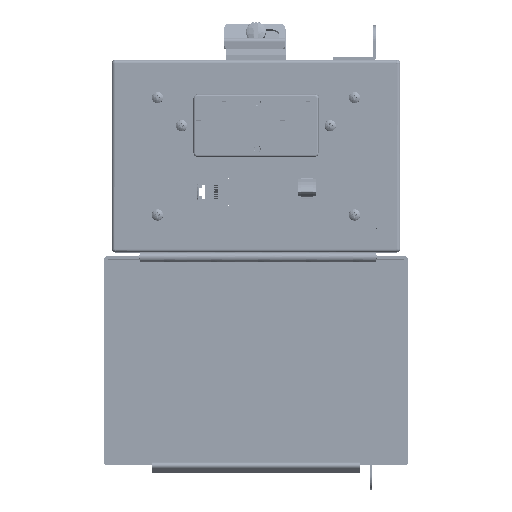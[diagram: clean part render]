
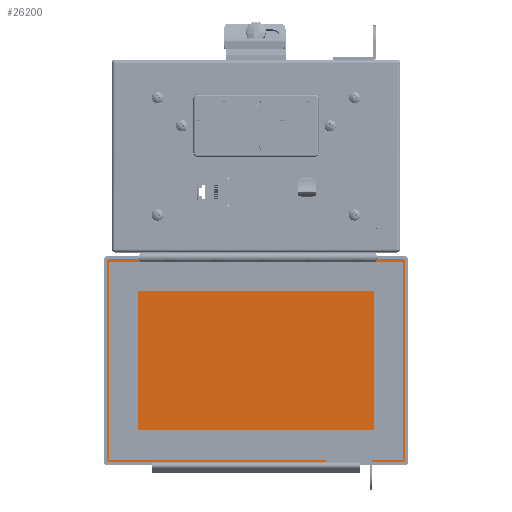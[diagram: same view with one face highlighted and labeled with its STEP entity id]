
A CAD part, top view. The second image highlights one B-rep face of the part: STEP entity #26200.
In plain terms, the highlighted planar face has unit normal (0, 0, 1).
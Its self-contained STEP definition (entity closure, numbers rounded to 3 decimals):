
#250 = VECTOR ( 'NONE', #60987, 1000. ) ;
#382 = DIRECTION ( 'NONE',  ( -1., 0., 0. ) ) ;
#720 = VECTOR ( 'NONE', #6286, 1000. ) ;
#2468 = VERTEX_POINT ( 'NONE', #80834 ) ;
#3951 = LINE ( 'NONE', #92415, #250 ) ;
#4605 = ORIENTED_EDGE ( 'NONE', *, *, #113332, .T. ) ;
#4665 = VERTEX_POINT ( 'NONE', #128434 ) ;
#4951 = CARTESIAN_POINT ( 'NONE',  ( 78.613, -54.921, 22.479 ) ) ;
#5138 = FACE_OUTER_BOUND ( 'NONE', #139100, .T. ) ;
#5686 = EDGE_CURVE ( 'NONE', #59833, #92270, #107907, .T. ) ;
#5814 = ORIENTED_EDGE ( 'NONE', *, *, #5686, .T. ) ;
#6286 = DIRECTION ( 'NONE',  ( 0., 1., 0. ) ) ;
#7184 = ORIENTED_EDGE ( 'NONE', *, *, #93463, .T. ) ;
#7458 = VECTOR ( 'NONE', #382, 1000. ) ;
#7680 = CIRCLE ( 'NONE', #32735, 0.317 ) ;
#7751 = CARTESIAN_POINT ( 'NONE',  ( 78.359, -54.61, 22.479 ) ) ;
#8642 = VECTOR ( 'NONE', #94179, 1000. ) ;
#14371 = VERTEX_POINT ( 'NONE', #39897 ) ;
#14846 = VERTEX_POINT ( 'NONE', #127494 ) ;
#14949 = CIRCLE ( 'NONE', #53757, 0.317 ) ;
#17443 = DIRECTION ( 'NONE',  ( 0., 1., 0. ) ) ;
#18202 = DIRECTION ( 'NONE',  ( 1., 0., 0. ) ) ;
#18404 = VERTEX_POINT ( 'NONE', #48321 ) ;
#19211 = CARTESIAN_POINT ( 'NONE',  ( 59.944, -107.95, 22.479 ) ) ;
#19321 = DIRECTION ( 'NONE',  ( 0., 0., -1. ) ) ;
#21438 = EDGE_CURVE ( 'NONE', #62638, #4665, #60526, .T. ) ;
#22122 = CARTESIAN_POINT ( 'NONE',  ( 78.613, -107.95, 22.479 ) ) ;
#22565 = CARTESIAN_POINT ( 'NONE',  ( 59.944, -161.29, 22.479 ) ) ;
#24539 = ORIENTED_EDGE ( 'NONE', *, *, #50549, .T. ) ;
#25384 = AXIS2_PLACEMENT_3D ( 'NONE', #107084, #19321, #137809 ) ;
#25568 = CARTESIAN_POINT ( 'NONE',  ( 63.564, -55.118, 22.479 ) ) ;
#26200 = ADVANCED_FACE ( 'NONE', ( #5138 ), #82164, .T. ) ;
#26243 = AXIS2_PLACEMENT_3D ( 'NONE', #137122, #50775, #72897 ) ;
#26377 = AXIS2_PLACEMENT_3D ( 'NONE', #115918, #30253, #17443 ) ;
#26628 = ORIENTED_EDGE ( 'NONE', *, *, #108409, .T. ) ;
#27055 = DIRECTION ( 'NONE',  ( 1., 0., 0. ) ) ;
#27243 = EDGE_CURVE ( 'NONE', #129153, #105617, #14949, .T. ) ;
#27577 = ORIENTED_EDGE ( 'NONE', *, *, #21438, .F. ) ;
#27916 = EDGE_CURVE ( 'NONE', #18404, #106690, #106150, .T. ) ;
#30253 = DIRECTION ( 'NONE',  ( 0., 0., -1. ) ) ;
#30524 = DIRECTION ( 'NONE',  ( -1., 0., 0. ) ) ;
#31419 = EDGE_CURVE ( 'NONE', #57540, #14846, #64283, .T. ) ;
#31576 = CARTESIAN_POINT ( 'NONE',  ( -78.613, -54.921, 22.479 ) ) ;
#32735 = AXIS2_PLACEMENT_3D ( 'NONE', #84744, #128277, #30524 ) ;
#33894 = CARTESIAN_POINT ( 'NONE',  ( -78.359, -54.61, 22.479 ) ) ;
#36284 = ORIENTED_EDGE ( 'NONE', *, *, #31419, .T. ) ;
#37620 = CARTESIAN_POINT ( 'NONE',  ( 78.677, -54.61, 22.479 ) ) ;
#39897 = CARTESIAN_POINT ( 'NONE',  ( 59.944, -160.02, 22.479 ) ) ;
#41909 = CARTESIAN_POINT ( 'NONE',  ( -61.15, -54.61, 22.479 ) ) ;
#42325 = CARTESIAN_POINT ( 'NONE',  ( 78.613, -160.982, 22.479 ) ) ;
#45237 = LINE ( 'NONE', #56616, #55361 ) ;
#45599 = DIRECTION ( 'NONE',  ( 0., 1., 0. ) ) ;
#48321 = CARTESIAN_POINT ( 'NONE',  ( 78.373, -161.29, 22.479 ) ) ;
#49046 = DIRECTION ( 'NONE',  ( 1., 0., 0. ) ) ;
#49888 = VERTEX_POINT ( 'NONE', #52806 ) ;
#50549 = EDGE_CURVE ( 'NONE', #120032, #57540, #7680, .T. ) ;
#50775 = DIRECTION ( 'NONE',  ( 0., 0., 1. ) ) ;
#52490 = EDGE_CURVE ( 'NONE', #62638, #49888, #66705, .T. ) ;
#52806 = CARTESIAN_POINT ( 'NONE',  ( -61.15, -55.88, 22.479 ) ) ;
#53093 = VECTOR ( 'NONE', #97124, 1000. ) ;
#53594 = CARTESIAN_POINT ( 'NONE',  ( -78.613, -107.95, 22.479 ) ) ;
#53757 = AXIS2_PLACEMENT_3D ( 'NONE', #37620, #113973, #49046 ) ;
#55361 = VECTOR ( 'NONE', #67328, 1000. ) ;
#56616 = CARTESIAN_POINT ( 'NONE',  ( 0., -161.29, 22.479 ) ) ;
#57540 = VERTEX_POINT ( 'NONE', #31576 ) ;
#59629 = EDGE_CURVE ( 'NONE', #14846, #59833, #112316, .T. ) ;
#59833 = VERTEX_POINT ( 'NONE', #98498 ) ;
#60526 = LINE ( 'NONE', #25568, #720 ) ;
#60941 = CARTESIAN_POINT ( 'NONE',  ( 0., -54.61, 22.479 ) ) ;
#60987 = DIRECTION ( 'NONE',  ( 1., 0., 0. ) ) ;
#61290 = LINE ( 'NONE', #72718, #73485 ) ;
#62046 = ORIENTED_EDGE ( 'NONE', *, *, #27916, .T. ) ;
#62638 = VERTEX_POINT ( 'NONE', #126938 ) ;
#64283 = LINE ( 'NONE', #53594, #53093 ) ;
#66356 = LINE ( 'NONE', #22122, #80827 ) ;
#66705 = LINE ( 'NONE', #76727, #7458 ) ;
#67328 = DIRECTION ( 'NONE',  ( 1., 0., 0. ) ) ;
#68414 = VECTOR ( 'NONE', #136333, 1000. ) ;
#69641 = ORIENTED_EDGE ( 'NONE', *, *, #98456, .T. ) ;
#69845 = ORIENTED_EDGE ( 'NONE', *, *, #105114, .T. ) ;
#72354 = EDGE_CURVE ( 'NONE', #2468, #14371, #3951, .T. ) ;
#72718 = CARTESIAN_POINT ( 'NONE',  ( 71.025, -54.61, 22.479 ) ) ;
#72897 = DIRECTION ( 'NONE',  ( 0., 1., 0. ) ) ;
#73057 = LINE ( 'NONE', #60941, #106294 ) ;
#73485 = VECTOR ( 'NONE', #27055, 1000. ) ;
#74378 = VERTEX_POINT ( 'NONE', #22565 ) ;
#74512 = ORIENTED_EDGE ( 'NONE', *, *, #129173, .F. ) ;
#74907 = CARTESIAN_POINT ( 'NONE',  ( 37.084, -107.95, 22.479 ) ) ;
#76727 = CARTESIAN_POINT ( 'NONE',  ( 0., -55.88, 22.479 ) ) ;
#77752 = DIRECTION ( 'NONE',  ( 0., 1., 0. ) ) ;
#80827 = VECTOR ( 'NONE', #77752, 1000. ) ;
#80834 = CARTESIAN_POINT ( 'NONE',  ( 37.084, -160.02, 22.479 ) ) ;
#82164 = PLANE ( 'NONE',  #26243 ) ;
#83460 = LINE ( 'NONE', #19211, #8642 ) ;
#83509 = VERTEX_POINT ( 'NONE', #41909 ) ;
#84744 = CARTESIAN_POINT ( 'NONE',  ( -78.676, -54.61, 22.479 ) ) ;
#92270 = VERTEX_POINT ( 'NONE', #116135 ) ;
#92415 = CARTESIAN_POINT ( 'NONE',  ( 0., -160.02, 22.479 ) ) ;
#93102 = EDGE_CURVE ( 'NONE', #49888, #83509, #103510, .T. ) ;
#93449 = ORIENTED_EDGE ( 'NONE', *, *, #27243, .T. ) ;
#93463 = EDGE_CURVE ( 'NONE', #92270, #2468, #107714, .T. ) ;
#94179 = DIRECTION ( 'NONE',  ( 0., -1., 0. ) ) ;
#97124 = DIRECTION ( 'NONE',  ( 0., -1., 0. ) ) ;
#98456 = EDGE_CURVE ( 'NONE', #74378, #18404, #45237, .T. ) ;
#98498 = CARTESIAN_POINT ( 'NONE',  ( -78.373, -161.29, 22.479 ) ) ;
#100936 = ORIENTED_EDGE ( 'NONE', *, *, #59629, .T. ) ;
#103510 = LINE ( 'NONE', #133509, #68414 ) ;
#104574 = CARTESIAN_POINT ( 'NONE',  ( 0., -161.29, 22.479 ) ) ;
#105114 = EDGE_CURVE ( 'NONE', #106690, #129153, #66356, .T. ) ;
#105173 = DIRECTION ( 'NONE',  ( -1., 0., 0. ) ) ;
#105617 = VERTEX_POINT ( 'NONE', #7751 ) ;
#106150 = CIRCLE ( 'NONE', #26377, 0.317 ) ;
#106294 = VECTOR ( 'NONE', #105173, 1000. ) ;
#106690 = VERTEX_POINT ( 'NONE', #42325 ) ;
#106750 = VECTOR ( 'NONE', #18202, 1000. ) ;
#107084 = CARTESIAN_POINT ( 'NONE',  ( -78.69, -161.29, 22.479 ) ) ;
#107714 = LINE ( 'NONE', #74907, #129956 ) ;
#107907 = LINE ( 'NONE', #104574, #106750 ) ;
#108409 = EDGE_CURVE ( 'NONE', #83509, #120032, #73057, .T. ) ;
#112316 = CIRCLE ( 'NONE', #25384, 0.317 ) ;
#113082 = ORIENTED_EDGE ( 'NONE', *, *, #52490, .T. ) ;
#113332 = EDGE_CURVE ( 'NONE', #14371, #74378, #83460, .T. ) ;
#113973 = DIRECTION ( 'NONE',  ( 0., 0., -1. ) ) ;
#115918 = CARTESIAN_POINT ( 'NONE',  ( 78.69, -161.29, 22.479 ) ) ;
#116135 = CARTESIAN_POINT ( 'NONE',  ( 37.084, -161.29, 22.479 ) ) ;
#120032 = VERTEX_POINT ( 'NONE', #33894 ) ;
#125481 = ORIENTED_EDGE ( 'NONE', *, *, #72354, .T. ) ;
#126938 = CARTESIAN_POINT ( 'NONE',  ( 63.564, -55.88, 22.479 ) ) ;
#127494 = CARTESIAN_POINT ( 'NONE',  ( -78.613, -160.982, 22.479 ) ) ;
#128277 = DIRECTION ( 'NONE',  ( 0., 0., -1. ) ) ;
#128434 = CARTESIAN_POINT ( 'NONE',  ( 63.564, -54.61, 22.479 ) ) ;
#129153 = VERTEX_POINT ( 'NONE', #4951 ) ;
#129173 = EDGE_CURVE ( 'NONE', #4665, #105617, #61290, .T. ) ;
#129956 = VECTOR ( 'NONE', #45599, 1000. ) ;
#133509 = CARTESIAN_POINT ( 'NONE',  ( -61.15, -107.95, 22.479 ) ) ;
#136230 = ORIENTED_EDGE ( 'NONE', *, *, #93102, .T. ) ;
#136333 = DIRECTION ( 'NONE',  ( 0., 1., 0. ) ) ;
#137122 = CARTESIAN_POINT ( 'NONE',  ( 78.613, -161.29, 22.479 ) ) ;
#137809 = DIRECTION ( 'NONE',  ( 1., 0., 0. ) ) ;
#139100 = EDGE_LOOP ( 'NONE', ( #27577, #113082, #136230, #26628, #24539, #36284, #100936, #5814, #7184, #125481, #4605, #69641, #62046, #69845, #93449, #74512 ) ) ;
